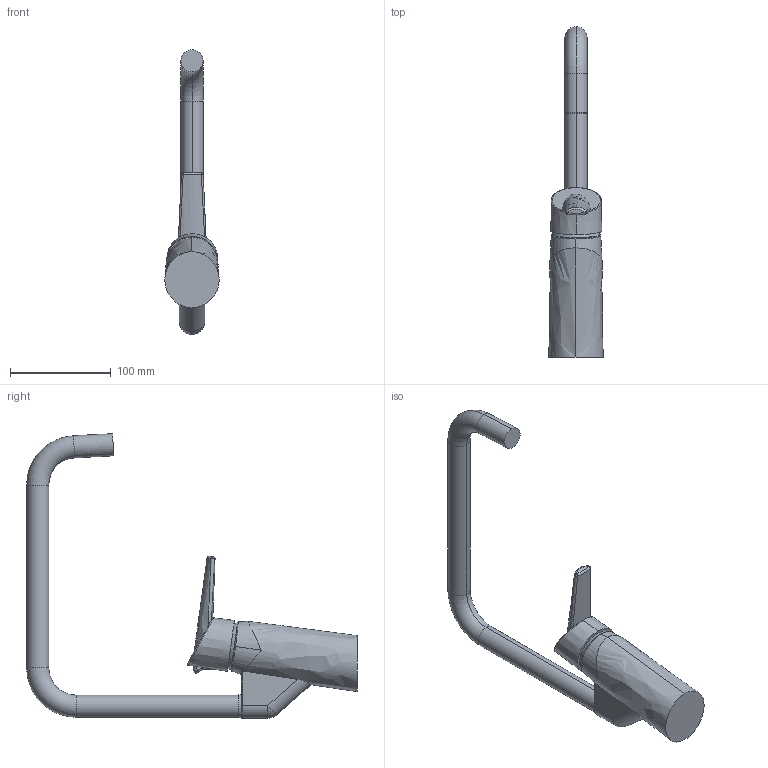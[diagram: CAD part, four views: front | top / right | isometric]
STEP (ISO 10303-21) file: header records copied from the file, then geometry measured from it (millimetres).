
FILE_DESCRIPTION (( 'STEP AP203' ), '1' );
FILE_NAME ('2733FG+65212203.STEP', '2018-01-24T13:04:47', ( '' ), ( '' ), 'SwSTEP 2.0', 'SolidWorks 2016', '' );
FILE_SCHEMA (( 'CONFIG_CONTROL_DESIGN' ));
Length unit declared in the file: millimetre
Products named in the file (1): 2733FG+65212203
Bounding box: 53.79 x 327.98 x 282.34 mm (x, y, z)
Volume: 596439 mm3; surface area: 74531.3 mm2
Topology: 1 solids, 1 shells, 81 faces, 191 edges, 111 vertices
Faces by surface type: bspline 26, cylinder 21, plane 17, torus 8, sphere 7, cone 2
Entity records: 6901 total; most frequent: CARTESIAN_POINT 5197, ORIENTED_EDGE 370, DIRECTION 293, EDGE_CURVE 185, AXIS2_PLACEMENT_3D 126, VERTEX_POINT 110, EDGE_LOOP 85, ADVANCED_FACE 81
